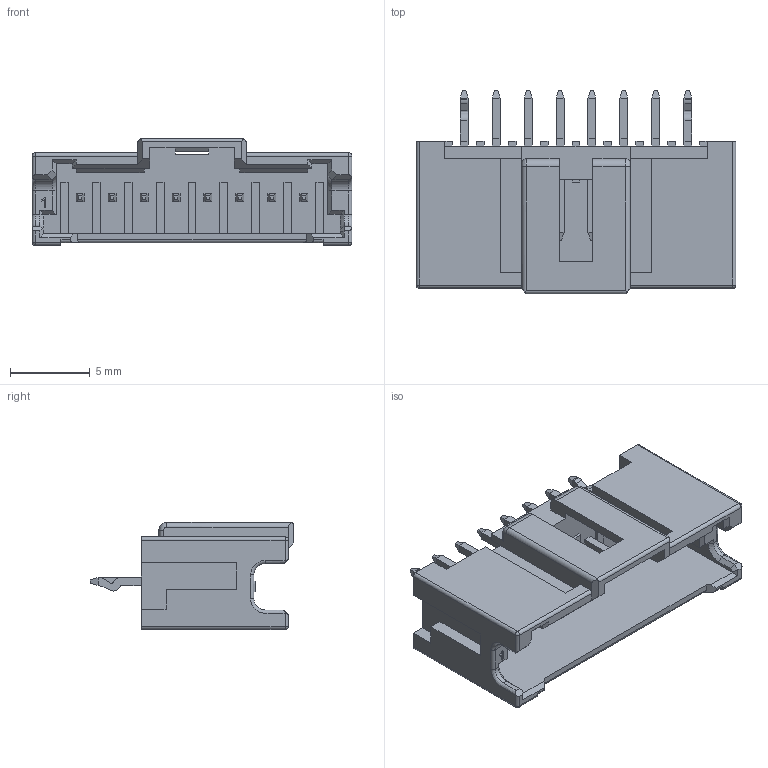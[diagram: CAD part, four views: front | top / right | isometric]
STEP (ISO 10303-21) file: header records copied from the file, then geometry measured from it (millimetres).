
FILE_DESCRIPTION( ('This file contains a STEP AP42 implementation' ,'as created by ZW3D STEP Interface translator.') ,'2;1' );
FILE_NAME( 'WF2007-1WS08W01.stp' ,'24 1 2.172825', (''), ('ZWCAD Software Co.'), 'Version 1.0', 'ZW3D to STEP translator', '' );
FILE_SCHEMA(('AUTOMOTIVE_DESIGN { 1 0 10303 214 1 1 1 1 }'));
Length unit declared in the file: millimetre
Products named in the file (2): 0; WF2007-1WS08W01
Bounding box: 20 x 12.75 x 6.7 mm (x, y, z)
Volume: 461.5 mm3; surface area: 1183.7 mm2
Topology: 1 solids, 1 shells, 480 faces, 1220 edges, 764 vertices
Faces by surface type: plane 389, bspline 45, cylinder 36, cone 4, sphere 4, torus 2
Entity records: 15193 total; most frequent: CARTESIAN_POINT 3339, ORIENTED_EDGE 2440, DIRECTION 2126, EDGE_CURVE 1220, VECTOR 1110, LINE 1110, VERTEX_POINT 764, AXIS2_PLACEMENT_3D 508
